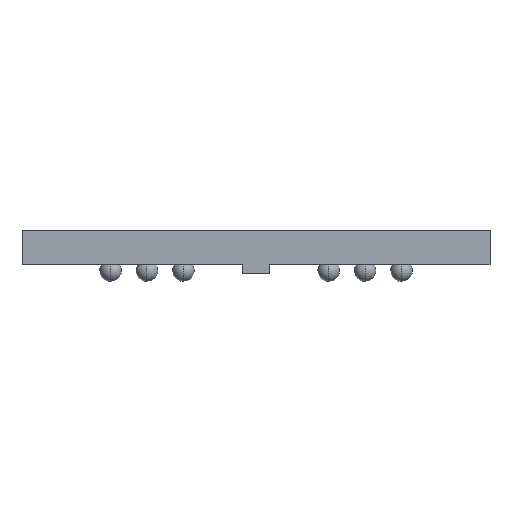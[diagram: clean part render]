
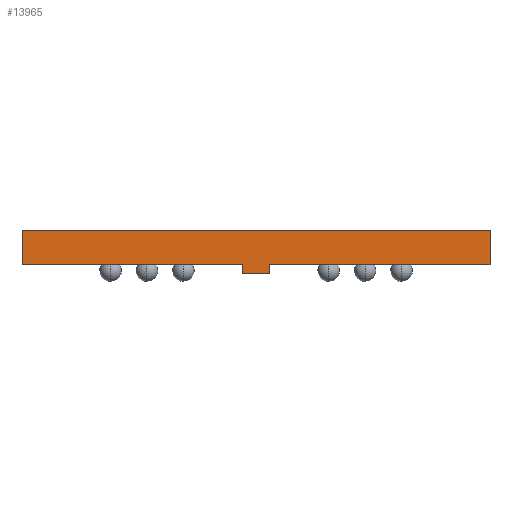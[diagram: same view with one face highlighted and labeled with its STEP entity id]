
A CAD part, front view. The second image highlights one B-rep face of the part: STEP entity #13965.
In plain terms, the highlighted planar face has unit normal (0, -1, 0).
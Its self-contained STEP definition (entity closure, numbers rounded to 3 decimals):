
#39 = CARTESIAN_POINT ( 'NONE',  ( -0.3, -6.65, -0.2 ) ) ;
#406 = ORIENTED_EDGE ( 'NONE', *, *, #4928, .F. ) ;
#884 = CARTESIAN_POINT ( 'NONE',  ( 5.15, -6.65, 0. ) ) ;
#1363 = VECTOR ( 'NONE', #14278, 1000. ) ;
#1449 = VERTEX_POINT ( 'NONE', #884 ) ;
#1559 = LINE ( 'NONE', #19662, #8404 ) ;
#1595 = AXIS2_PLACEMENT_3D ( 'NONE', #17854, #14611, #18049 ) ;
#1782 = CARTESIAN_POINT ( 'NONE',  ( 5.15, -6.65, 0.75 ) ) ;
#1917 = CARTESIAN_POINT ( 'NONE',  ( -0.3, -6.65, 0. ) ) ;
#2131 = EDGE_CURVE ( 'NONE', #6175, #1449, #13943, .T. ) ;
#2729 = LINE ( 'NONE', #11849, #7496 ) ;
#3014 = VECTOR ( 'NONE', #6152, 1000. ) ;
#3148 = CARTESIAN_POINT ( 'NONE',  ( -5.15, -6.65, 0. ) ) ;
#3237 = LINE ( 'NONE', #39, #3014 ) ;
#3495 = CARTESIAN_POINT ( 'NONE',  ( 0.3, -6.65, 0. ) ) ;
#3756 = EDGE_CURVE ( 'NONE', #11684, #9448, #7337, .T. ) ;
#3761 = ORIENTED_EDGE ( 'NONE', *, *, #2131, .T. ) ;
#3935 = VECTOR ( 'NONE', #3989, 1000. ) ;
#3989 = DIRECTION ( 'NONE',  ( 1., 0., 0. ) ) ;
#4431 = ORIENTED_EDGE ( 'NONE', *, *, #3756, .F. ) ;
#4479 = LINE ( 'NONE', #1782, #10365 ) ;
#4599 = VECTOR ( 'NONE', #9305, 1000. ) ;
#4928 = EDGE_CURVE ( 'NONE', #18718, #18210, #1559, .T. ) ;
#5596 = ORIENTED_EDGE ( 'NONE', *, *, #5814, .F. ) ;
#5668 = ORIENTED_EDGE ( 'NONE', *, *, #5676, .T. ) ;
#5676 = EDGE_CURVE ( 'NONE', #17522, #11167, #7115, .T. ) ;
#5814 = EDGE_CURVE ( 'NONE', #9448, #1449, #4479, .T. ) ;
#6152 = DIRECTION ( 'NONE',  ( 0., 0., 1. ) ) ;
#6175 = VERTEX_POINT ( 'NONE', #3495 ) ;
#6433 = CARTESIAN_POINT ( 'NONE',  ( -5.15, -6.65, 0.75 ) ) ;
#7115 = LINE ( 'NONE', #8634, #3935 ) ;
#7337 = LINE ( 'NONE', #17728, #18159 ) ;
#7496 = VECTOR ( 'NONE', #13421, 1000. ) ;
#7643 = CARTESIAN_POINT ( 'NONE',  ( -5.15, -6.65, 0. ) ) ;
#7918 = DIRECTION ( 'NONE',  ( 0., 0., -1. ) ) ;
#8158 = LINE ( 'NONE', #19079, #1363 ) ;
#8404 = VECTOR ( 'NONE', #8541, 1000. ) ;
#8541 = DIRECTION ( 'NONE',  ( -1., 0., 0. ) ) ;
#8634 = CARTESIAN_POINT ( 'NONE',  ( -5.15, -6.65, 0. ) ) ;
#8822 = EDGE_CURVE ( 'NONE', #11684, #17522, #8158, .T. ) ;
#9305 = DIRECTION ( 'NONE',  ( 1., 0., 0. ) ) ;
#9448 = VERTEX_POINT ( 'NONE', #11930 ) ;
#9602 = EDGE_LOOP ( 'NONE', ( #5668, #10074, #406, #17432, #3761, #5596, #4431, #11783 ) ) ;
#10074 = ORIENTED_EDGE ( 'NONE', *, *, #15235, .F. ) ;
#10250 = CARTESIAN_POINT ( 'NONE',  ( -0.3, -6.65, -0.2 ) ) ;
#10365 = VECTOR ( 'NONE', #7918, 1000. ) ;
#11167 = VERTEX_POINT ( 'NONE', #1917 ) ;
#11684 = VERTEX_POINT ( 'NONE', #6433 ) ;
#11783 = ORIENTED_EDGE ( 'NONE', *, *, #8822, .T. ) ;
#11849 = CARTESIAN_POINT ( 'NONE',  ( 0.3, -6.65, -0.2 ) ) ;
#11930 = CARTESIAN_POINT ( 'NONE',  ( 5.15, -6.65, 0.75 ) ) ;
#13421 = DIRECTION ( 'NONE',  ( 0., 0., 1. ) ) ;
#13943 = LINE ( 'NONE', #3148, #4599 ) ;
#13965 = ADVANCED_FACE ( 'NONE', ( #19757 ), #18283, .F. ) ;
#14278 = DIRECTION ( 'NONE',  ( 0., 0., -1. ) ) ;
#14328 = CARTESIAN_POINT ( 'NONE',  ( 0.3, -6.65, -0.2 ) ) ;
#14611 = DIRECTION ( 'NONE',  ( 0., 1., 0. ) ) ;
#14615 = EDGE_CURVE ( 'NONE', #18718, #6175, #2729, .T. ) ;
#14986 = DIRECTION ( 'NONE',  ( 1., 0., 0. ) ) ;
#15235 = EDGE_CURVE ( 'NONE', #18210, #11167, #3237, .T. ) ;
#17432 = ORIENTED_EDGE ( 'NONE', *, *, #14615, .T. ) ;
#17522 = VERTEX_POINT ( 'NONE', #7643 ) ;
#17728 = CARTESIAN_POINT ( 'NONE',  ( -5.15, -6.65, 0.75 ) ) ;
#17854 = CARTESIAN_POINT ( 'NONE',  ( -5.15, -6.65, 0.75 ) ) ;
#18049 = DIRECTION ( 'NONE',  ( 0., 0., 1. ) ) ;
#18159 = VECTOR ( 'NONE', #14986, 1000. ) ;
#18210 = VERTEX_POINT ( 'NONE', #10250 ) ;
#18283 = PLANE ( 'NONE',  #1595 ) ;
#18718 = VERTEX_POINT ( 'NONE', #14328 ) ;
#19079 = CARTESIAN_POINT ( 'NONE',  ( -5.15, -6.65, 0.75 ) ) ;
#19662 = CARTESIAN_POINT ( 'NONE',  ( 0.3, -6.65, -0.2 ) ) ;
#19757 = FACE_OUTER_BOUND ( 'NONE', #9602, .T. ) ;
